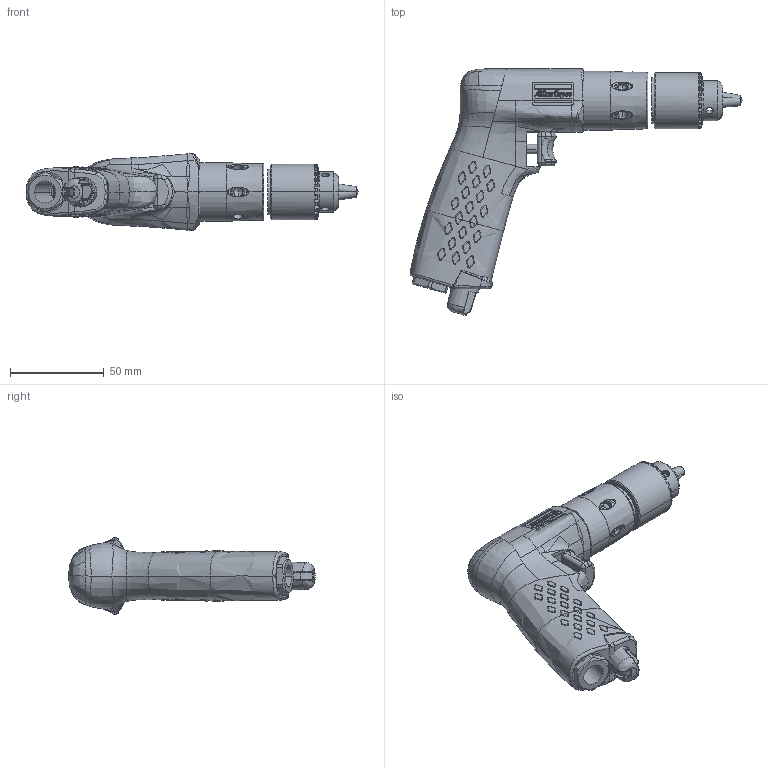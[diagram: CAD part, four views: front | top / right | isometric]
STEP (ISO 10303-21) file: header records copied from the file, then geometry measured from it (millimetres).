
FILE_DESCRIPTION((''),'2;1');
FILE_NAME('TMP154254_SW','2012-02-08T',('tooextcsr'),(''),'PRO/ENGINEER BY PARAMETRIC TECHNOLOGY CORPORATION, 2008310','PRO/ENGINEER BY PARAMETRIC TECHNOLOGY CORPORATION, 2008310','');
FILE_SCHEMA(('CONFIG_CONTROL_DESIGN', 'GEOMETRIC_VALIDATION_PROPERTIES_MIM'));
Length unit declared in the file: millimetre
Products named in the file (1): TMP154254_SW
Bounding box: 176.87 x 131.31 x 40.98 mm (x, y, z)
Surface area: 38966.3 mm2 (no closed solid volume)
Topology: 0 solids, 50 shells, 870 faces, 3866 edges, 2888 vertices
Faces by surface type: bspline 463, sphere 100, plane 97, cone 79, cylinder 72, torus 57, extrusion 2
Entity records: 81609 total; most frequent: CARTESIAN_POINT 47551, ORIENTED_EDGE 5732, EDGE_CURVE 3849, VERTEX_POINT 2888, DIRECTION 2709, B_SPLINE_CURVE_WITH_KNOTS 2539, FILL_AREA_STYLE_COLOUR 1588, FILL_AREA_STYLE 1588
